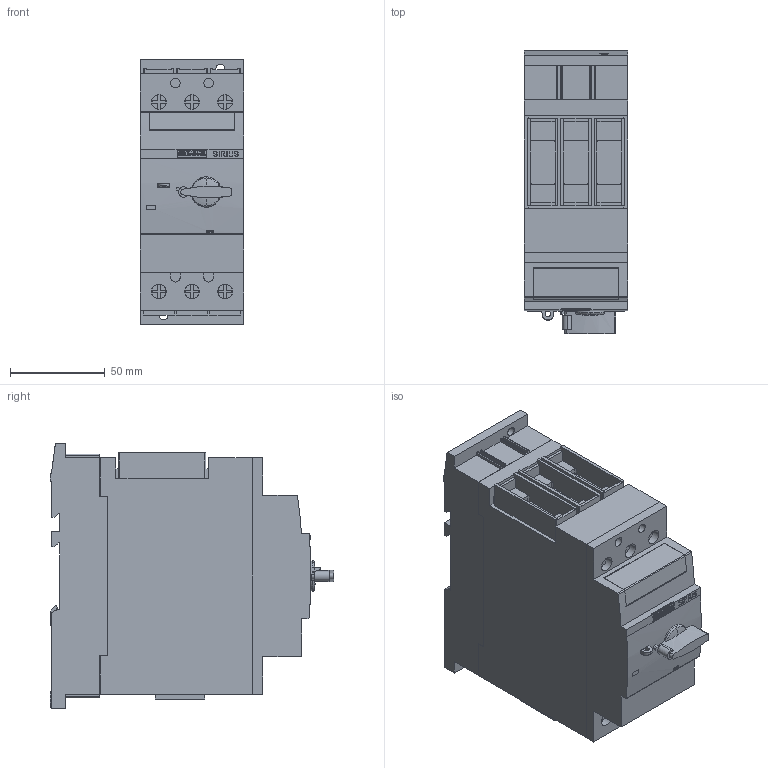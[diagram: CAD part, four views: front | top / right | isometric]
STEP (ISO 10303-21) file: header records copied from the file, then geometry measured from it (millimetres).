
FILE_DESCRIPTION(('no description'),'unknown implementation level');
FILE_NAME('3RV2331-4BC10_3D_v.stp',' ',('SIEMENS A&D'),('CADClick - KiM GmbH - www.kimweb.de'),'unknown preprocess','ACIS','unknown authorization');
FILE_SCHEMA(('automotive_design'));
Length unit declared in the file: millimetre
Products named in the file (1): 1
Bounding box: 54.8 x 149.4 x 140 mm (x, y, z)
Volume: 850264.8 mm3; surface area: 78459.3 mm2
Topology: 1 solids, 7 shells, 860 faces, 2393 edges, 1577 vertices
Faces by surface type: plane 648, cylinder 188, cone 12, torus 8, sphere 4
Entity records: 54356 total; most frequent: CARTESIAN_POINT 5038, STYLED_ITEM 4827, PRESENTATION_STYLE_ASSIGNMENT 4827, COLOUR_RGB 4827, ORIENTED_EDGE 4778, DIRECTION 4646, EDGE_CURVE 2389, CURVE_STYLE 2389
